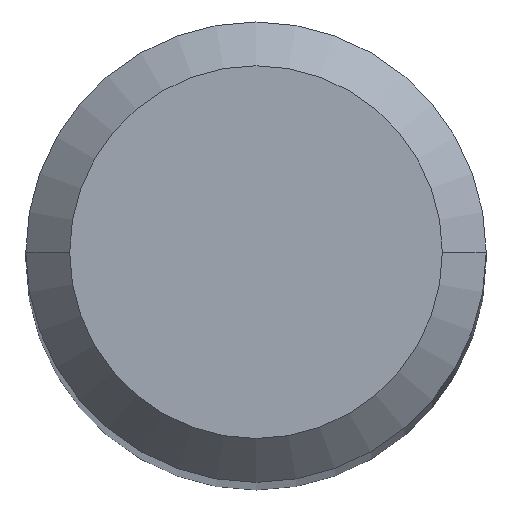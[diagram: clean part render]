
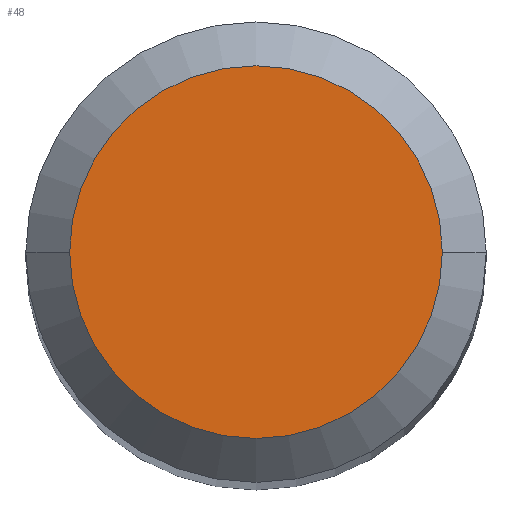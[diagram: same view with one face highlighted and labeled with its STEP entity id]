
A CAD part, top view. The second image highlights one B-rep face of the part: STEP entity #48.
In plain terms, the highlighted planar face has unit normal (0, 0, 1).
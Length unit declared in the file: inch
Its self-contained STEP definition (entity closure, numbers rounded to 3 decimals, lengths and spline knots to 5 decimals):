
#1 = DIRECTION ( 'NONE',  ( 1., 0., 0. ) ) ;
#21 = CARTESIAN_POINT ( 'NONE',  ( 0., 0., 1.9685 ) ) ;
#23 = FACE_OUTER_BOUND ( 'NONE', #60, .T. ) ;
#48 = ADVANCED_FACE ( 'NONE', ( #23 ), #151, .T. ) ;
#60 = EDGE_LOOP ( 'NONE', ( #245, #273 ) ) ;
#64 = DIRECTION ( 'NONE',  ( 0., 0., 1. ) ) ;
#72 = VERTEX_POINT ( 'NONE', #303 ) ;
#85 = CIRCLE ( 'NONE', #120, 0.06374 ) ;
#120 = AXIS2_PLACEMENT_3D ( 'NONE', #215, #264, #167 ) ;
#123 = DIRECTION ( 'NONE',  ( 0., 0., 1. ) ) ;
#151 = PLANE ( 'NONE',  #172 ) ;
#167 = DIRECTION ( 'NONE',  ( 1., 0., 0. ) ) ;
#172 = AXIS2_PLACEMENT_3D ( 'NONE', #21, #123, #1 ) ;
#176 = CARTESIAN_POINT ( 'NONE',  ( 0., 0., 1.9685 ) ) ;
#215 = CARTESIAN_POINT ( 'NONE',  ( 0., 0., 1.9685 ) ) ;
#222 = DIRECTION ( 'NONE',  ( 1., 0., 0. ) ) ;
#224 = VERTEX_POINT ( 'NONE', #269 ) ;
#230 = EDGE_CURVE ( 'NONE', #224, #72, #85, .T. ) ;
#235 = CIRCLE ( 'NONE', #280, 0.06374 ) ;
#245 = ORIENTED_EDGE ( 'NONE', *, *, #230, .T. ) ;
#264 = DIRECTION ( 'NONE',  ( 0., 0., 1. ) ) ;
#269 = CARTESIAN_POINT ( 'NONE',  ( -0.06374, 0., 1.9685 ) ) ;
#273 = ORIENTED_EDGE ( 'NONE', *, *, #287, .T. ) ;
#280 = AXIS2_PLACEMENT_3D ( 'NONE', #176, #64, #222 ) ;
#287 = EDGE_CURVE ( 'NONE', #72, #224, #235, .T. ) ;
#303 = CARTESIAN_POINT ( 'NONE',  ( 0.06374, 0., 1.9685 ) ) ;
